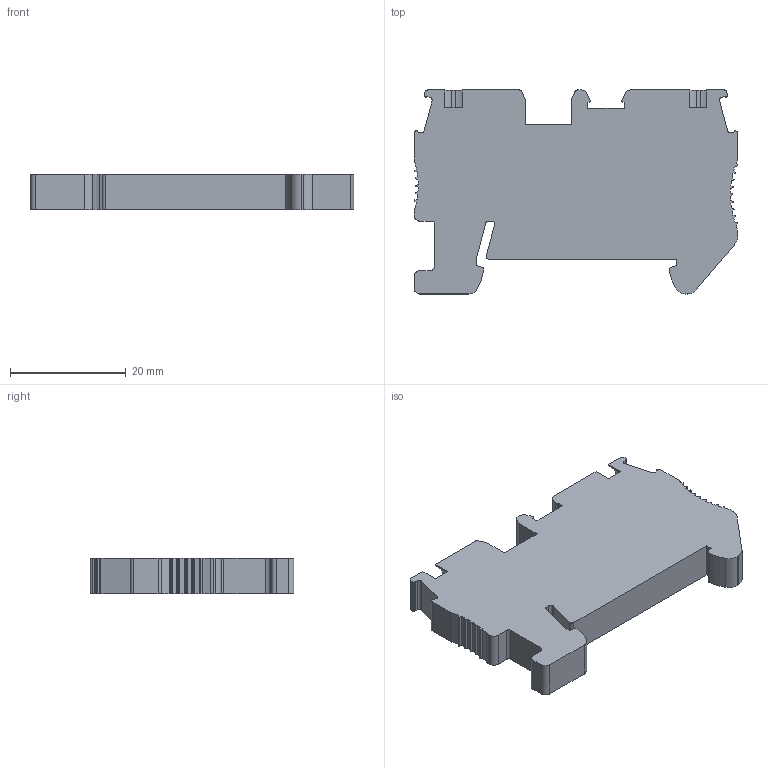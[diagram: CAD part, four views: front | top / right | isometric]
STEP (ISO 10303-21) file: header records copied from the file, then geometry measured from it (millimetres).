
FILE_DESCRIPTION(('SolidDesigner STEP Export'),'2;1');
FILE_NAME('3031377_st4_bu_select.stp','2004-02-06T 7:21:05',(''),(''),'OneSpaceDesigner STEP processor Version: 9.0 (March 2001)for AP203(Solid Model)','CoCreate OneSpaceDesigner: 11.50A 18-Jul-2002(C) CoCreate Software GmbH','');
FILE_SCHEMA(('CONFIG_CONTROL_DESIGN'));
Length unit declared in the file: millimetre
Products named in the file (2): 3031377_st4_bu_select
Assembly tree (1 placements, depth 2):
  3031377_st4_bu_select
    3031377_st4_bu_select
Bounding box: 55.93 x 35.25 x 6.15 mm (x, y, z)
Volume: 9294 mm3; surface area: 4875.2 mm2
Topology: 1 solids, 1 shells, 204 faces, 600 edges, 400 vertices
Faces by surface type: plane 104, cylinder 100
Entity records: 8227 total; most frequent: ORIENTED_EDGE 1200, CARTESIAN_POINT 1111, DIRECTION 1026, EDGE_CURVE 600, VERTEX_POINT 400, VECTOR 396, LINE 396, AXIS2_PLACEMENT_3D 315
